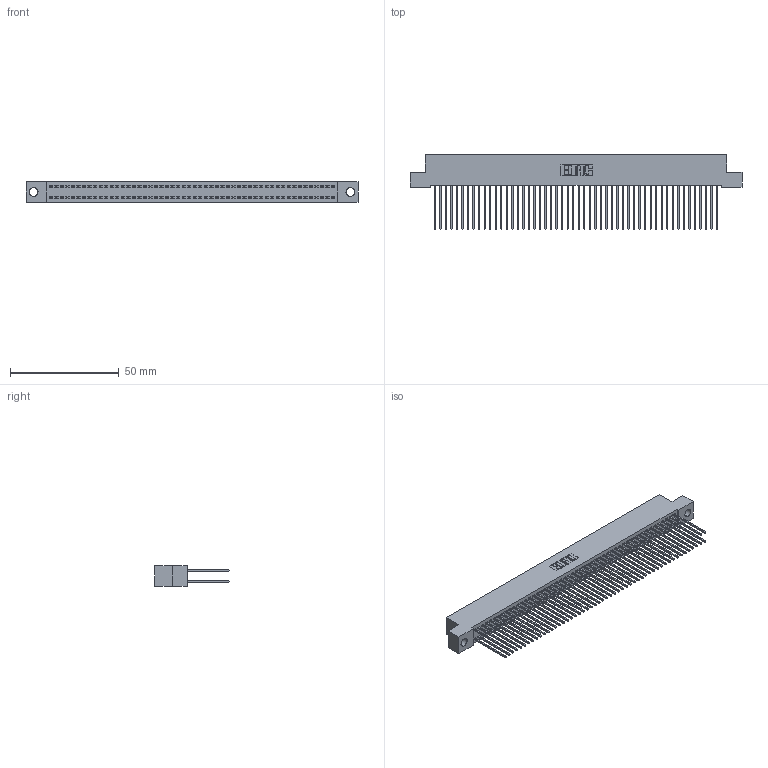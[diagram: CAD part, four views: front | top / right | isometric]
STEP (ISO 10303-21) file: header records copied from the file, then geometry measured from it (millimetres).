
FILE_DESCRIPTION (( 'STEP AP203' ), '1' );
FILE_NAME ('392-104-541-204.STEP', '2018-08-18T19:37:08', ( '' ), ( '' ), 'SwSTEP 2.0', 'SolidWorks 2016', '' );
FILE_SCHEMA (( 'CONFIG_CONTROL_DESIGN' ));
Length unit declared in the file: inch
Products named in the file (3): 342 Part_.156 TH; 345-292-001_345-293-141; 392-104-541-204
Assembly tree (105 placements, depth 2):
  392-104-541-204
    342 Part_.156 TH
    345-292-001_345-293-141  x104
Bounding box: 152.4 x 34.3 x 9.4 mm (x, y, z)
Volume: 14250.1 mm3; surface area: 25964.3 mm2
Topology: 105 solids, 105 shells, 5518 faces, 16419 edges, 10806 vertices
Faces by surface type: plane 3810, cylinder 1708
Entity records: 32049 total; most frequent: CARTESIAN_POINT 5298, ORIENTED_EDGE 5234, DIRECTION 4509, EDGE_CURVE 2617, LINE 2489, VECTOR 2489, VERTEX_POINT 1742, AXIS2_PLACEMENT_3D 1010
